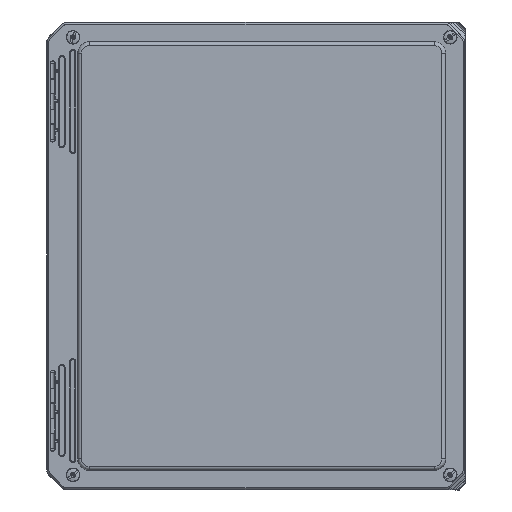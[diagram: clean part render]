
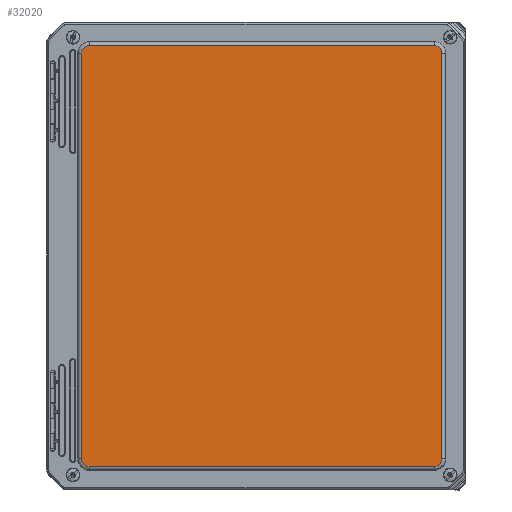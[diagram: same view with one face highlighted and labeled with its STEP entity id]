
A CAD part, top view. The second image highlights one B-rep face of the part: STEP entity #32020.
In plain terms, the highlighted face is planar.
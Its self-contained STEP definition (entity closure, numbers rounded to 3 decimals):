
#1282=ELLIPSE('',#35716,0.25,0.25);
#1285=ELLIPSE('',#35720,0.25,0.25);
#1286=ELLIPSE('',#35726,0.25,0.25);
#1289=ELLIPSE('',#35730,0.25,0.25);
#4526=LINE('',#74746,#6815);
#4528=LINE('',#74899,#6817);
#4531=LINE('',#74906,#6820);
#4533=LINE('',#75054,#6822);
#6815=VECTOR('',#44990,11.433);
#6817=VECTOR('',#45010,13.433);
#6820=VECTOR('',#45017,13.433);
#6822=VECTOR('',#45033,11.433);
#7574=PLANE('',#35736);
#9576=FACE_OUTER_BOUND('',#11640,.T.);
#11640=EDGE_LOOP('',(#29412,#29413,#29414,#29415,#29416,#29417,#29418,#29419));
#15730=VERTEX_POINT('',#74743);
#15731=VERTEX_POINT('',#74745);
#15734=VERTEX_POINT('',#74823);
#15735=VERTEX_POINT('',#74890);
#15738=VERTEX_POINT('',#74897);
#15739=VERTEX_POINT('',#74902);
#15742=VERTEX_POINT('',#74971);
#15743=VERTEX_POINT('',#75047);
#20320=EDGE_CURVE('',#15730,#15731,#4526,.T.);
#20324=EDGE_CURVE('',#15734,#15730,#1282,.T.);
#20328=EDGE_CURVE('',#15731,#15735,#1285,.T.);
#20330=EDGE_CURVE('',#15738,#15734,#4528,.T.);
#20334=EDGE_CURVE('',#15735,#15739,#4531,.T.);
#20336=EDGE_CURVE('',#15742,#15738,#1286,.T.);
#20340=EDGE_CURVE('',#15739,#15743,#1289,.T.);
#20342=EDGE_CURVE('',#15743,#15742,#4533,.T.);
#29412=ORIENTED_EDGE('',*,*,#20320,.F.);
#29413=ORIENTED_EDGE('',*,*,#20324,.F.);
#29414=ORIENTED_EDGE('',*,*,#20330,.F.);
#29415=ORIENTED_EDGE('',*,*,#20336,.F.);
#29416=ORIENTED_EDGE('',*,*,#20342,.F.);
#29417=ORIENTED_EDGE('',*,*,#20340,.F.);
#29418=ORIENTED_EDGE('',*,*,#20334,.F.);
#29419=ORIENTED_EDGE('',*,*,#20328,.F.);
#32020=ADVANCED_FACE('',(#9576),#7574,.F.);
#35716=AXIS2_PLACEMENT_3D('',#74825,#44996,#44997);
#35720=AXIS2_PLACEMENT_3D('',#74894,#45004,#45005);
#35726=AXIS2_PLACEMENT_3D('',#74973,#45020,#45021);
#35730=AXIS2_PLACEMENT_3D('',#75051,#45028,#45029);
#35736=AXIS2_PLACEMENT_3D('',#75064,#45047,#45048);
#44990=DIRECTION('',(1.,0.,0.));
#44996=DIRECTION('center_axis',(0.,0.,1.));
#44997=DIRECTION('ref_axis',(-0.707,-0.707,0.));
#45004=DIRECTION('center_axis',(0.,0.,1.));
#45005=DIRECTION('ref_axis',(0.707,-0.707,0.));
#45010=DIRECTION('',(0.,-1.,0.));
#45017=DIRECTION('',(0.,1.,0.));
#45020=DIRECTION('center_axis',(0.,0.,1.));
#45021=DIRECTION('ref_axis',(-0.707,0.707,0.));
#45028=DIRECTION('center_axis',(0.,0.,1.));
#45029=DIRECTION('ref_axis',(0.707,0.707,0.));
#45033=DIRECTION('',(-1.,0.,0.));
#45047=DIRECTION('center_axis',(0.,0.,1.));
#45048=DIRECTION('ref_axis',(1.,0.,0.));
#74743=CARTESIAN_POINT('',(-5.529,-6.966,0.));
#74745=CARTESIAN_POINT('',(5.904,-6.966,0.));
#74746=CARTESIAN_POINT('',(-5.529,-6.966,0.));
#74823=CARTESIAN_POINT('',(-5.779,-6.716,0.));
#74825=CARTESIAN_POINT('Origin',(-5.529,-6.716,0.));
#74890=CARTESIAN_POINT('',(6.154,-6.716,0.));
#74894=CARTESIAN_POINT('Origin',(5.904,-6.716,0.));
#74897=CARTESIAN_POINT('',(-5.779,6.716,0.));
#74899=CARTESIAN_POINT('',(-5.779,6.716,0.));
#74902=CARTESIAN_POINT('',(6.154,6.716,0.));
#74906=CARTESIAN_POINT('',(6.154,-6.716,0.));
#74971=CARTESIAN_POINT('',(-5.529,6.966,0.));
#74973=CARTESIAN_POINT('Origin',(-5.529,6.716,0.));
#75047=CARTESIAN_POINT('',(5.904,6.966,0.));
#75051=CARTESIAN_POINT('Origin',(5.904,6.716,0.));
#75054=CARTESIAN_POINT('',(5.904,6.966,0.));
#75064=CARTESIAN_POINT('Origin',(0.188,0.,0.));
